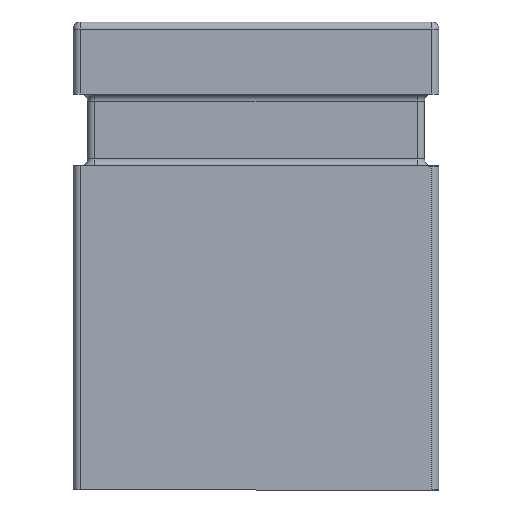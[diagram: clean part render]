
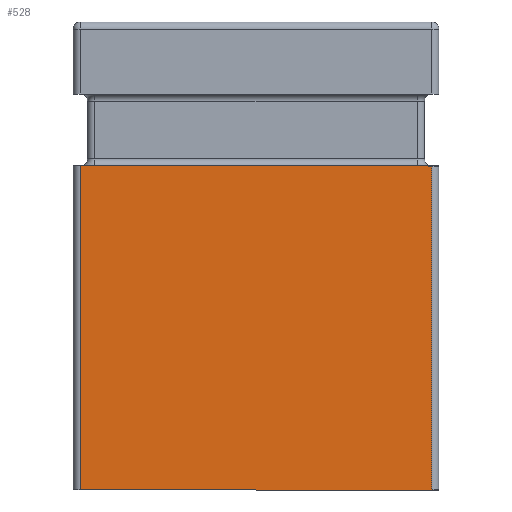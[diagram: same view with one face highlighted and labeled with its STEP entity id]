
A CAD part, front view. The second image highlights one B-rep face of the part: STEP entity #528.
In plain terms, the highlighted planar face has unit normal (0, -1, 0).
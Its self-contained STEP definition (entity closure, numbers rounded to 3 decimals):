
#25 = VECTOR ( 'NONE', #3311, 1000. ) ;
#163 = VERTEX_POINT ( 'NONE', #1640 ) ;
#204 = DIRECTION ( 'NONE',  ( -1., 0., 0. ) ) ;
#395 = LINE ( 'NONE', #1900, #2655 ) ;
#411 = DIRECTION ( 'NONE',  ( 0., 0., -1. ) ) ;
#528 = ADVANCED_FACE ( 'NONE', ( #1605 ), #3189, .F. ) ;
#659 = DIRECTION ( 'NONE',  ( 1., 0., 0. ) ) ;
#702 = EDGE_CURVE ( 'NONE', #163, #2257, #395, .T. ) ;
#774 = LINE ( 'NONE', #3016, #25 ) ;
#814 = ORIENTED_EDGE ( 'NONE', *, *, #1193, .T. ) ;
#882 = LINE ( 'NONE', #2402, #1623 ) ;
#1193 = EDGE_CURVE ( 'NONE', #163, #1997, #774, .T. ) ;
#1201 = DIRECTION ( 'NONE',  ( 0., 1., 0. ) ) ;
#1605 = FACE_OUTER_BOUND ( 'NONE', #2937, .T. ) ;
#1623 = VECTOR ( 'NONE', #411, 1000. ) ;
#1640 = CARTESIAN_POINT ( 'NONE',  ( 2.44, -1.27, 0. ) ) ;
#1771 = CARTESIAN_POINT ( 'NONE',  ( 2.44, -1.27, 4.5 ) ) ;
#1900 = CARTESIAN_POINT ( 'NONE',  ( 0., -1.27, 0. ) ) ;
#1997 = VERTEX_POINT ( 'NONE', #1771 ) ;
#2060 = DIRECTION ( 'NONE',  ( 0., 0., 1. ) ) ;
#2199 = EDGE_CURVE ( 'NONE', #2354, #2257, #882, .T. ) ;
#2257 = VERTEX_POINT ( 'NONE', #3578 ) ;
#2354 = VERTEX_POINT ( 'NONE', #3619 ) ;
#2381 = AXIS2_PLACEMENT_3D ( 'NONE', #3477, #1201, #2060 ) ;
#2402 = CARTESIAN_POINT ( 'NONE',  ( -2.44, -1.27, 0. ) ) ;
#2412 = VECTOR ( 'NONE', #659, 1000. ) ;
#2493 = ORIENTED_EDGE ( 'NONE', *, *, #702, .F. ) ;
#2621 = CARTESIAN_POINT ( 'NONE',  ( 2.34, -1.27, 4.5 ) ) ;
#2655 = VECTOR ( 'NONE', #204, 1000. ) ;
#2937 = EDGE_LOOP ( 'NONE', ( #3640, #2963, #2493, #814 ) ) ;
#2963 = ORIENTED_EDGE ( 'NONE', *, *, #2199, .T. ) ;
#2970 = EDGE_CURVE ( 'NONE', #2354, #1997, #3267, .T. ) ;
#3016 = CARTESIAN_POINT ( 'NONE',  ( 2.44, -1.27, 0. ) ) ;
#3189 = PLANE ( 'NONE',  #2381 ) ;
#3267 = LINE ( 'NONE', #2621, #2412 ) ;
#3311 = DIRECTION ( 'NONE',  ( 0., 0., 1. ) ) ;
#3477 = CARTESIAN_POINT ( 'NONE',  ( 0., -1.27, 0. ) ) ;
#3578 = CARTESIAN_POINT ( 'NONE',  ( -2.44, -1.27, 0. ) ) ;
#3619 = CARTESIAN_POINT ( 'NONE',  ( -2.44, -1.27, 4.5 ) ) ;
#3640 = ORIENTED_EDGE ( 'NONE', *, *, #2970, .F. ) ;
